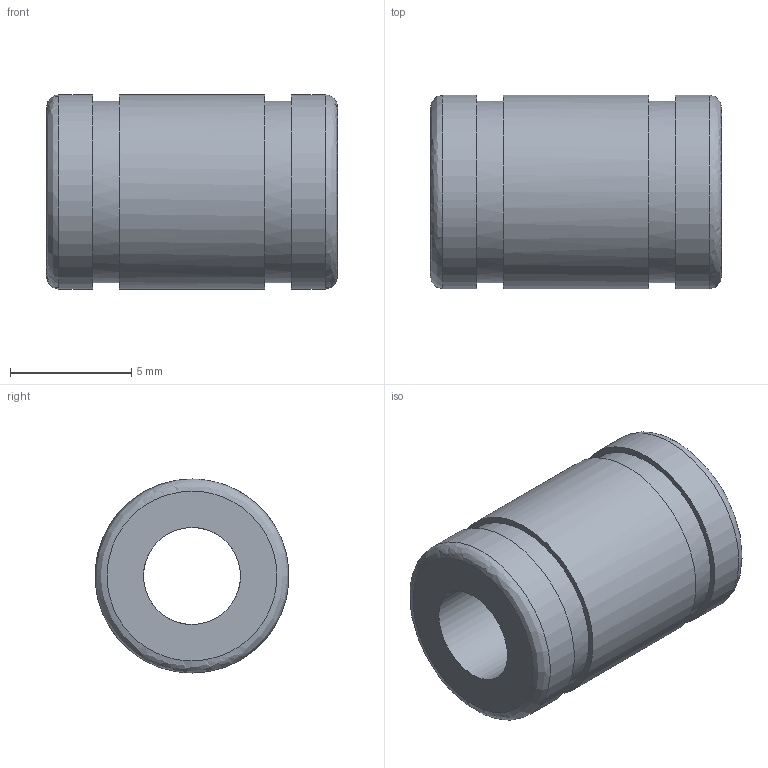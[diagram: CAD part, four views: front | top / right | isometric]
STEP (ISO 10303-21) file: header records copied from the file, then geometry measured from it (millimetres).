
FILE_DESCRIPTION ((), '1');
FILE_NAME ('KB50-004.stp', '2020-09-08T11:06:14', ('Unknown'), ('Unknown'), 'HarmonyWare STEP v2.0.5', 'Vectorworks', '');
FILE_SCHEMA (('CONFIG_CONTROL_DESIGN'));
Length unit declared in the file: millimetre
Products named in the file (1): NONE
Bounding box: 12 x 7.98 x 8 mm (x, y, z)
Volume: 438.3 mm3; surface area: 538.5 mm2
Topology: 1 solids, 1 shells, 14 faces, 36 edges, 28 vertices
Faces by surface type: bspline 14
Entity records: 707 total; most frequent: CARTESIAN_POINT 408, ORIENTED_EDGE 72, EDGE_CURVE 36, VERTEX_POINT 28, EDGE_LOOP 20, FACE_OUTER_BOUND 14, ADVANCED_FACE 14, B_SPLINE_CURVE_WITH_KNOTS 10
